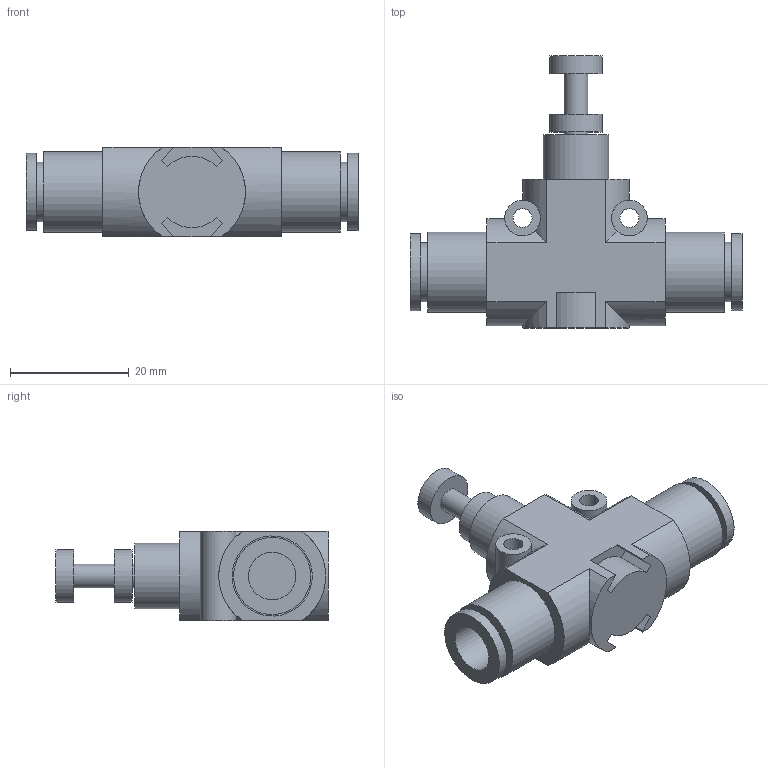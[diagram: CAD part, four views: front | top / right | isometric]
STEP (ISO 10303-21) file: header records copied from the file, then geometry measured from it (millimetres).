
FILE_DESCRIPTION(/* description */ ('Unknown'),/* implementation_level */ '2;1');
FILE_NAME(/* name */ '551.111.D8.D8.XX',/* time_stamp */ '2020-02-20T09:13:46-05:00',/* author */ ('Unknown'),/* organization */ ('Unknown'),/* preprocessor_version */ 'ST-DEVELOPER v16.7',/* originating_system */ 'Solid Edge',/* authorisation */ 'Unknown');
FILE_SCHEMA (('AUTOMOTIVE_DESIGN {1 0 10303 214 3 1 1}'));
Length unit declared in the file: millimetre
Products named in the file (3): 551.111.D8.D8.XX; 55111#0000XX; 551KD8
Assembly tree (3 placements, depth 2):
  551.111.D8.D8.XX
    55111#0000XX
    551KD8  x2
Bounding box: 55.9 x 45.8 x 15 mm (x, y, z)
Volume: 11798.3 mm3; surface area: 7516.8 mm2
Topology: 3 solids, 3 shells, 72 faces, 156 edges, 104 vertices
Faces by surface type: plane 41, cylinder 31
Full cylindrical faces by diameter (mm): 3.2 x2, 4 x2, 6 x2, 8 x2, 8.9 x2, 9 x4, 10 x2, 11 x1, 13 x2, 13.5 x2
Entity records: 2227 total; most frequent: CARTESIAN_POINT 344, DIRECTION 300, ORIENTED_EDGE 244, EDGE_CURVE 122, AXIS2_PLACEMENT_3D 116, EDGE_LOOP 96, FACE_BOUND 96, VERTEX_POINT 92
